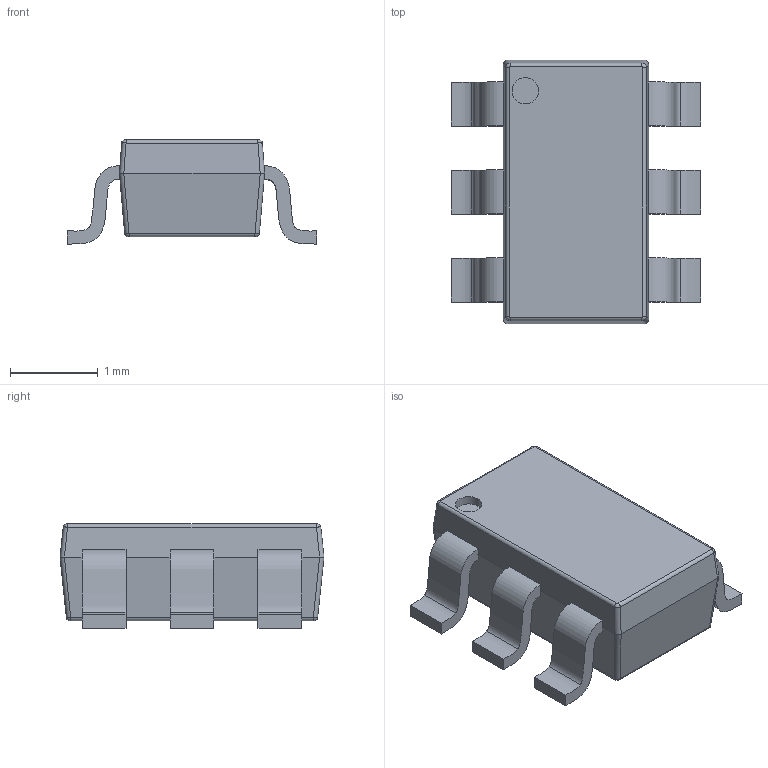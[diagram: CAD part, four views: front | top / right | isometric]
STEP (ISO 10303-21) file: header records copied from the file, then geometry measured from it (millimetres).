
FILE_DESCRIPTION(/* description */ (''),/* implementation_level */ '2;1');
FILE_NAME(/* name */ 'SOT23-6 v6.step',/* time_stamp */ '2019-07-23T10:19:02+02:00',/* author */ (''),/* organization */ (''),/* preprocessor_version */ 'ST-DEVELOPER v18',/* originating_system */ 'Autodesk Translation Framework v8.2.0.1029',/* authorisation */ '');
FILE_SCHEMA (('AUTOMOTIVE_DESIGN { 1 0 10303 214 3 1 1 }'));
Length unit declared in the file: millimetre
Products named in the file (1): SOT23-6
Bounding box: 2.84 x 3 x 1.18 mm (x, y, z)
Volume: 5.6 mm3; surface area: 27.6 mm2
Topology: 1 solids, 1 shells, 72 faces, 183 edges, 114 vertices
Faces by surface type: plane 29, bspline 26, cylinder 17
Full cylindrical faces by diameter (mm): 0.3 x1
Entity records: 3703 total; most frequent: CARTESIAN_POINT 2080, ORIENTED_EDGE 366, DIRECTION 243, EDGE_CURVE 183, VERTEX_POINT 114, LINE 97, VECTOR 97, EDGE_LOOP 73
